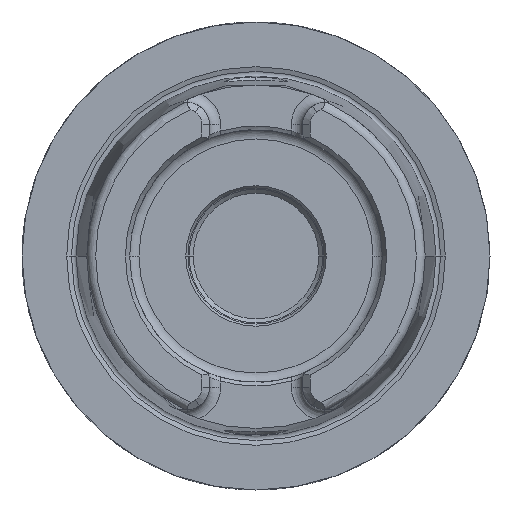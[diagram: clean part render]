
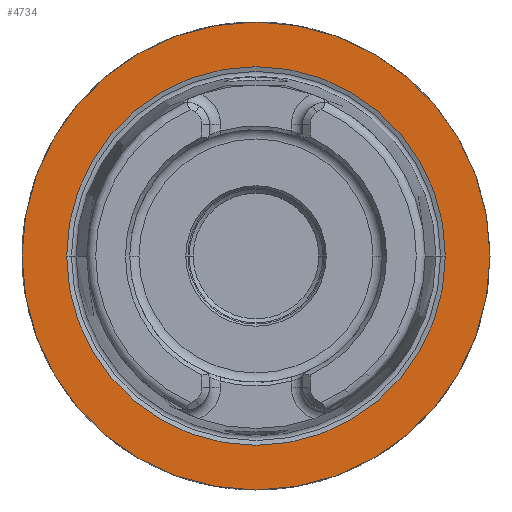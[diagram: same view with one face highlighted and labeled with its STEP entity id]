
A CAD part, left-side view. The second image highlights one B-rep face of the part: STEP entity #4734.
In plain terms, the highlighted planar face has unit normal (-1, 0, 0).
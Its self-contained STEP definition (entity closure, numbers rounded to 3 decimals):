
#1068=CARTESIAN_POINT('',(0.,0.,0.));
#1069=DIRECTION('',(1.,0.,0.));
#1070=DIRECTION('',(0.,1.,0.));
#1071=AXIS2_PLACEMENT_3D('',#1068,#1069,#1070);
#1073=CARTESIAN_POINT('',(0.,0.,0.));
#1074=DIRECTION('',(-1.,0.,0.));
#1075=DIRECTION('',(0.,1.,0.));
#1076=AXIS2_PLACEMENT_3D('',#1073,#1074,#1075);
#1078=CARTESIAN_POINT('',(0.,0.,0.));
#1079=DIRECTION('',(-1.,0.,0.));
#1080=DIRECTION('',(0.,-1.,0.));
#1081=AXIS2_PLACEMENT_3D('',#1078,#1079,#1080);
#1083=CARTESIAN_POINT('',(0.,0.,0.));
#1084=DIRECTION('',(-1.,0.,0.));
#1085=DIRECTION('',(0.,1.,0.));
#1086=AXIS2_PLACEMENT_3D('',#1083,#1084,#1085);
#2942=CARTESIAN_POINT('',(0.,31.5,0.));
#2943=CARTESIAN_POINT('',(0.,-31.5,0.));
#2944=VERTEX_POINT('',#2942);
#2945=VERTEX_POINT('',#2943);
#2970=CARTESIAN_POINT('',(0.,-25.49,0.));
#2971=VERTEX_POINT('',#2970);
#2972=CARTESIAN_POINT('',(0.,25.49,0.));
#2973=VERTEX_POINT('',#2972);
#4719=CARTESIAN_POINT('',(0.,0.,0.));
#4720=DIRECTION('',(1.,0.,0.));
#4721=DIRECTION('',(0.,-1.,0.));
#4722=AXIS2_PLACEMENT_3D('',#4719,#4720,#4721);
#4723=PLANE('',#4722);
#4725=ORIENTED_EDGE('',*,*,#4724,.T.);
#4727=ORIENTED_EDGE('',*,*,#4726,.F.);
#4728=EDGE_LOOP('',(#4725,#4727));
#4729=FACE_OUTER_BOUND('',#4728,.F.);
#4730=ORIENTED_EDGE('',*,*,#4714,.T.);
#4731=ORIENTED_EDGE('',*,*,#4698,.T.);
#4732=EDGE_LOOP('',(#4730,#4731));
#4733=FACE_BOUND('',#4732,.F.);
#4734=ADVANCED_FACE('',(#4729,#4733),#4723,.F.);
#1072=CIRCLE('',#1071,31.5);
#1077=CIRCLE('',#1076,31.5);
#1082=CIRCLE('',#1081,25.49);
#1087=CIRCLE('',#1086,25.49);
#4698=EDGE_CURVE('',#2973,#2971,#1087,.T.);
#4714=EDGE_CURVE('',#2971,#2973,#1082,.T.);
#4724=EDGE_CURVE('',#2944,#2945,#1072,.T.);
#4726=EDGE_CURVE('',#2944,#2945,#1077,.T.);
